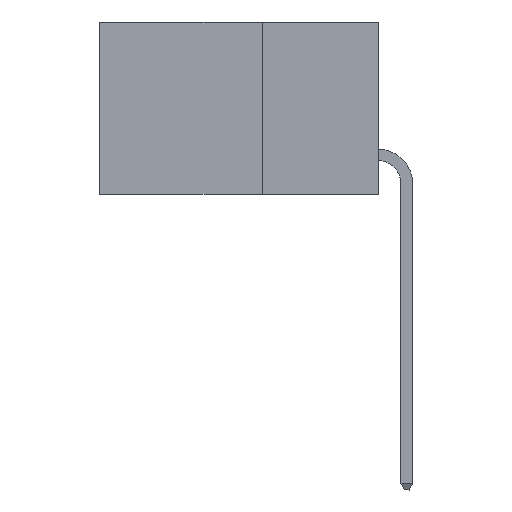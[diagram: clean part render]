
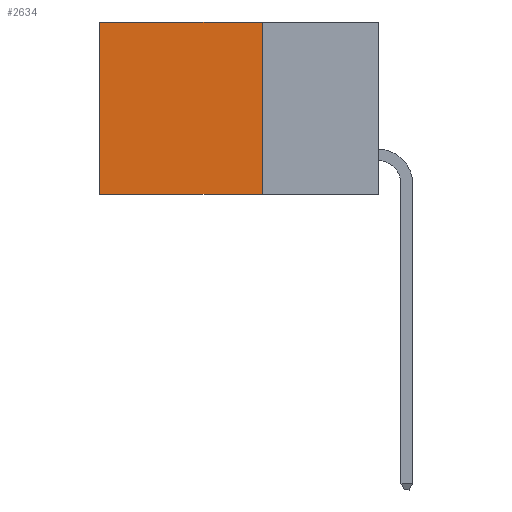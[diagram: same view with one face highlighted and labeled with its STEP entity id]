
A CAD part, left-side view. The second image highlights one B-rep face of the part: STEP entity #2634.
In plain terms, the highlighted planar face has unit normal (-1, 0, 0).
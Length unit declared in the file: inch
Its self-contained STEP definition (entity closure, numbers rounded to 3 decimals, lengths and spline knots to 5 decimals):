
#764 = CARTESIAN_POINT ( 'NONE',  ( 0.298, 0.25, 0. ) ) ;
#901 = LINE ( 'NONE', #764, #14772 ) ;
#1158 = LINE ( 'NONE', #6921, #16780 ) ;
#1683 = DIRECTION ( 'NONE',  ( 0., 1., 0. ) ) ;
#2634 = ADVANCED_FACE ( 'NONE', ( #15010 ), #3898, .F. ) ;
#2802 = VERTEX_POINT ( 'NONE', #14050 ) ;
#3055 = EDGE_CURVE ( 'NONE', #7618, #2802, #18024, .T. ) ;
#3898 = PLANE ( 'NONE',  #20303 ) ;
#3990 = EDGE_LOOP ( 'NONE', ( #14436, #12546, #15466, #17279 ) ) ;
#4001 = DIRECTION ( 'NONE',  ( 0., 0., -1. ) ) ;
#4932 = CARTESIAN_POINT ( 'NONE',  ( 0.298, 0.25, 0. ) ) ;
#5120 = VECTOR ( 'NONE', #1683, 39.37008 ) ;
#6921 = CARTESIAN_POINT ( 'NONE',  ( 0.298, 0.6, 0. ) ) ;
#7137 = DIRECTION ( 'NONE',  ( 1., 0., 0. ) ) ;
#7618 = VERTEX_POINT ( 'NONE', #18895 ) ;
#10407 = LINE ( 'NONE', #12739, #5120 ) ;
#11543 = DIRECTION ( 'NONE',  ( 0., 1., 0. ) ) ;
#12546 = ORIENTED_EDGE ( 'NONE', *, *, #14558, .F. ) ;
#12609 = CARTESIAN_POINT ( 'NONE',  ( 0.298, 0.25, -0.37 ) ) ;
#12739 = CARTESIAN_POINT ( 'NONE',  ( 0.298, 0.25, -0.37 ) ) ;
#12847 = EDGE_CURVE ( 'NONE', #2802, #17688, #1158, .T. ) ;
#13397 = EDGE_CURVE ( 'NONE', #7618, #13655, #901, .T. ) ;
#13620 = CARTESIAN_POINT ( 'NONE',  ( 0.298, 0.25, 0. ) ) ;
#13655 = VERTEX_POINT ( 'NONE', #12609 ) ;
#14050 = CARTESIAN_POINT ( 'NONE',  ( 0.298, 0.6, 0. ) ) ;
#14436 = ORIENTED_EDGE ( 'NONE', *, *, #12847, .T. ) ;
#14558 = EDGE_CURVE ( 'NONE', #13655, #17688, #10407, .T. ) ;
#14772 = VECTOR ( 'NONE', #4001, 39.37008 ) ;
#15010 = FACE_OUTER_BOUND ( 'NONE', #3990, .T. ) ;
#15466 = ORIENTED_EDGE ( 'NONE', *, *, #13397, .F. ) ;
#16780 = VECTOR ( 'NONE', #18189, 39.37008 ) ;
#16793 = CARTESIAN_POINT ( 'NONE',  ( 0.298, 0.6, -0.37 ) ) ;
#17279 = ORIENTED_EDGE ( 'NONE', *, *, #3055, .T. ) ;
#17688 = VERTEX_POINT ( 'NONE', #16793 ) ;
#18024 = LINE ( 'NONE', #4932, #20766 ) ;
#18189 = DIRECTION ( 'NONE',  ( 0., 0., -1. ) ) ;
#18895 = CARTESIAN_POINT ( 'NONE',  ( 0.298, 0.25, 0. ) ) ;
#20014 = DIRECTION ( 'NONE',  ( 0., 0., -1. ) ) ;
#20303 = AXIS2_PLACEMENT_3D ( 'NONE', #13620, #7137, #20014 ) ;
#20766 = VECTOR ( 'NONE', #11543, 39.37008 ) ;
